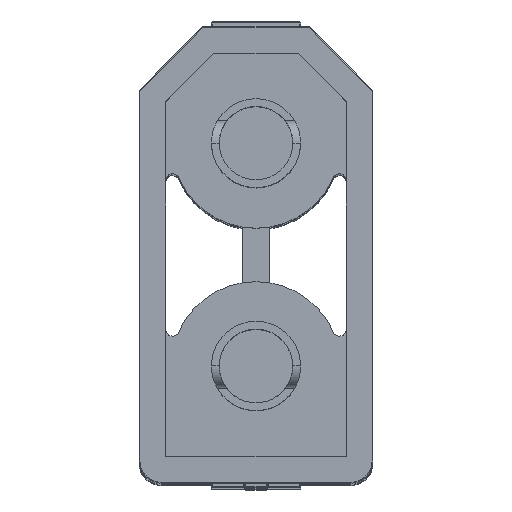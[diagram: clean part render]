
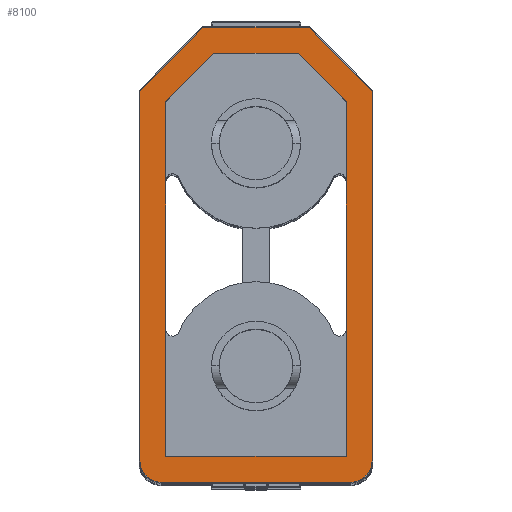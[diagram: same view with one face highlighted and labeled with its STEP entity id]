
A CAD part, top view. The second image highlights one B-rep face of the part: STEP entity #8100.
In plain terms, the highlighted planar face has unit normal (0, 0, 1).
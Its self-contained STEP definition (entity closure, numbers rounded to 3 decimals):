
#6870=CARTESIAN_POINT('',(0.,0.,12.5));
#6880=DIRECTION('',(0.,0.,1.));
#6890=DIRECTION('',(1.,0.,0.));
#6900=AXIS2_PLACEMENT_3D('',#6870,#6880,#6890);
#6910=PLANE('',#6900);
#6920=CARTESIAN_POINT('',(-7.807,0.,12.5));
#6930=DIRECTION('',(-0.701,-0.713,0.));
#6940=VECTOR('',#6930,1.);
#6950=LINE('',#6920,#6940);
#6960=CARTESIAN_POINT('',(1.677,9.65,12.5));
#6970=VERTEX_POINT('',#6960);
#6980=CARTESIAN_POINT('',(0.6,8.555,12.5));
#6990=VERTEX_POINT('',#6980);
#7000=EDGE_CURVE('',#6970,#6990,#6950,.T.);
#7010=ORIENTED_EDGE('',*,*,#7000,.F.);
#7020=CARTESIAN_POINT('',(0.6,0.,12.5));
#7030=DIRECTION('',(-0.,-1.,0.));
#7040=VECTOR('',#7030,1.);
#7050=LINE('',#7020,#7040);
#7060=CARTESIAN_POINT('',(0.6,0.6,12.5));
#7070=VERTEX_POINT('',#7060);
#7080=EDGE_CURVE('',#6990,#7070,#7050,.T.);
#7090=ORIENTED_EDGE('',*,*,#7080,.F.);
#7100=CARTESIAN_POINT('',(0.,0.6,12.5));
#7110=DIRECTION('',(1.,0.,0.));
#7120=VECTOR('',#7110,1.);
#7130=LINE('',#7100,#7120);
#7140=CARTESIAN_POINT('',(4.65,0.6,12.5));
#7150=VERTEX_POINT('',#7140);
#7160=EDGE_CURVE('',#7070,#7150,#7130,.T.);
#7170=ORIENTED_EDGE('',*,*,#7160,.F.);
#7180=CARTESIAN_POINT('',(4.65,0.,12.5));
#7190=DIRECTION('',(-0.,1.,0.));
#7200=VECTOR('',#7190,1.);
#7210=LINE('',#7180,#7200);
#7220=CARTESIAN_POINT('',(4.65,8.555,12.5));
#7230=VERTEX_POINT('',#7220);
#7240=EDGE_CURVE('',#7150,#7230,#7210,.T.);
#7250=ORIENTED_EDGE('',*,*,#7240,.F.);
#7260=CARTESIAN_POINT('',(13.057,0.,12.5));
#7270=DIRECTION('',(-0.701,0.713,0.));
#7280=VECTOR('',#7270,1.);
#7290=LINE('',#7260,#7280);
#7300=CARTESIAN_POINT('',(3.573,9.65,12.5));
#7310=VERTEX_POINT('',#7300);
#7320=EDGE_CURVE('',#7230,#7310,#7290,.T.);
#7330=ORIENTED_EDGE('',*,*,#7320,.F.);
#7340=CARTESIAN_POINT('',(0.,9.65,12.5));
#7350=DIRECTION('',(-1.,0.,0.));
#7360=VECTOR('',#7350,1.);
#7370=LINE('',#7340,#7360);
#7380=EDGE_CURVE('',#7310,#6970,#7370,.T.);
#7390=ORIENTED_EDGE('',*,*,#7380,.F.);
#7400=EDGE_LOOP('',(#7390,#7330,#7250,#7170,#7090,#7010));
#7410=FACE_BOUND('',#7400,.T.);
#7420=CARTESIAN_POINT('',(0.5,0.5,12.5));
#7430=DIRECTION('',(-0.,0.,-1.));
#7440=DIRECTION('',(-1.,0.,0.));
#7450=AXIS2_PLACEMENT_3D('',#7420,#7430,#7440);
#7460=CIRCLE('',#7450,0.48);
#7470=CARTESIAN_POINT('',(0.5,0.02,12.5));
#7480=VERTEX_POINT('',#7470);
#7490=CARTESIAN_POINT('',(0.02,0.5,12.5));
#7500=VERTEX_POINT('',#7490);
#7510=EDGE_CURVE('',#7480,#7500,#7460,.T.);
#7520=ORIENTED_EDGE('',*,*,#7510,.F.);
#7530=CARTESIAN_POINT('',(0.02,0.,12.5));
#7540=DIRECTION('',(-0.,-1.,0.));
#7550=VECTOR('',#7540,1.);
#7560=LINE('',#7530,#7550);
#7570=CARTESIAN_POINT('',(0.02,8.792,12.5));
#7580=VERTEX_POINT('',#7570);
#7590=EDGE_CURVE('',#7580,#7500,#7560,.T.);
#7600=ORIENTED_EDGE('',*,*,#7590,.T.);
#7610=CARTESIAN_POINT('',(-8.62,0.,12.5));
#7620=DIRECTION('',(-0.701,-0.713,0.));
#7630=VECTOR('',#7620,1.);
#7640=LINE('',#7610,#7630);
#7650=CARTESIAN_POINT('',(1.433,10.23,12.5));
#7660=VERTEX_POINT('',#7650);
#7670=EDGE_CURVE('',#7660,#7580,#7640,.T.);
#7680=ORIENTED_EDGE('',*,*,#7670,.T.);
#7690=CARTESIAN_POINT('',(0.,10.23,12.5));
#7700=DIRECTION('',(-1.,0.,0.));
#7710=VECTOR('',#7700,1.);
#7720=LINE('',#7690,#7710);
#7730=CARTESIAN_POINT('',(3.817,10.23,12.5));
#7740=VERTEX_POINT('',#7730);
#7750=EDGE_CURVE('',#7740,#7660,#7720,.T.);
#7760=ORIENTED_EDGE('',*,*,#7750,.T.);
#7770=CARTESIAN_POINT('',(13.87,0.,12.5));
#7780=DIRECTION('',(-0.701,0.713,0.));
#7790=VECTOR('',#7780,1.);
#7800=LINE('',#7770,#7790);
#7810=CARTESIAN_POINT('',(5.23,8.792,12.5));
#7820=VERTEX_POINT('',#7810);
#7830=EDGE_CURVE('',#7820,#7740,#7800,.T.);
#7840=ORIENTED_EDGE('',*,*,#7830,.T.);
#7850=CARTESIAN_POINT('',(5.23,0.,12.5));
#7860=DIRECTION('',(-0.,1.,0.));
#7870=VECTOR('',#7860,1.);
#7880=LINE('',#7850,#7870);
#7890=CARTESIAN_POINT('',(5.23,0.5,12.5));
#7900=VERTEX_POINT('',#7890);
#7910=EDGE_CURVE('',#7900,#7820,#7880,.T.);
#7920=ORIENTED_EDGE('',*,*,#7910,.T.);
#7930=CARTESIAN_POINT('',(4.75,0.5,12.5));
#7940=DIRECTION('',(0.,0.,1.));
#7950=DIRECTION('',(1.,0.,0.));
#7960=AXIS2_PLACEMENT_3D('',#7930,#7940,#7950);
#7970=CIRCLE('',#7960,0.48);
#7980=CARTESIAN_POINT('',(4.75,0.02,12.5));
#7990=VERTEX_POINT('',#7980);
#8000=EDGE_CURVE('',#7990,#7900,#7970,.T.);
#8010=ORIENTED_EDGE('',*,*,#8000,.T.);
#8020=CARTESIAN_POINT('',(0.,0.02,12.5));
#8030=DIRECTION('',(1.,0.,0.));
#8040=VECTOR('',#8030,1.);
#8050=LINE('',#8020,#8040);
#8060=EDGE_CURVE('',#7480,#7990,#8050,.T.);
#8070=ORIENTED_EDGE('',*,*,#8060,.T.);
#8080=EDGE_LOOP('',(#8070,#8010,#7920,#7840,#7760,#7680,#7600,#7520));
#8090=FACE_OUTER_BOUND('',#8080,.T.);
#8100=ADVANCED_FACE('',(#7410,#8090),#6910,.T.);
